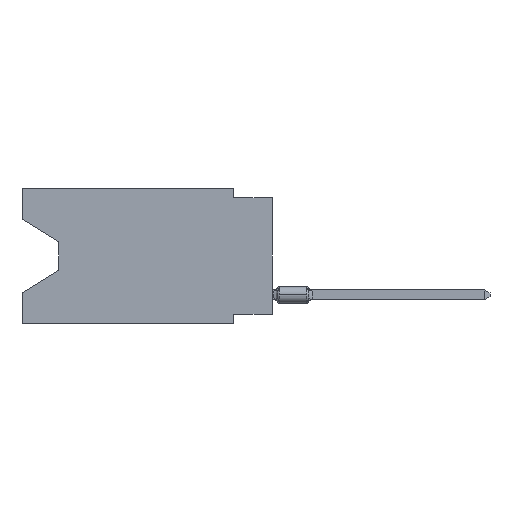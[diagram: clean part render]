
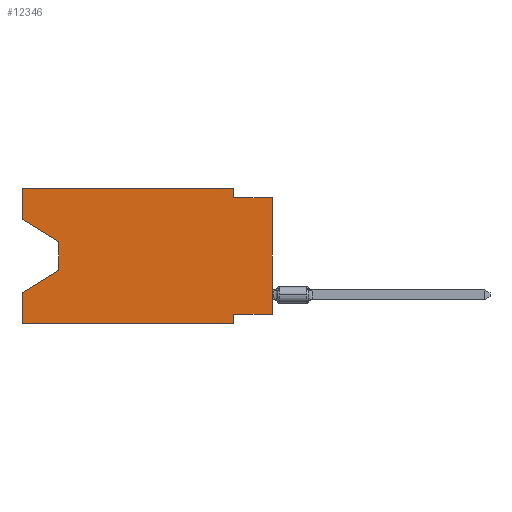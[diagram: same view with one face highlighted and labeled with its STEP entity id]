
A CAD part, left-side view. The second image highlights one B-rep face of the part: STEP entity #12346.
In plain terms, the highlighted planar face has unit normal (-1, 0, 0).
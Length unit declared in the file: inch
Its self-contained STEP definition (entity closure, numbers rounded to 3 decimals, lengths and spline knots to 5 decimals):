
#443 = ORIENTED_EDGE ( 'NONE', *, *, #9416, .T. ) ;
#506 = CARTESIAN_POINT ( 'NONE',  ( 0., 0.645, 0. ) ) ;
#562 = EDGE_CURVE ( 'NONE', #6714, #10047, #7462, .T. ) ;
#823 = AXIS2_PLACEMENT_3D ( 'NONE', #8163, #3045, #2086 ) ;
#955 = EDGE_CURVE ( 'NONE', #13025, #5258, #9885, .T. ) ;
#979 = VECTOR ( 'NONE', #10713, 39.37008 ) ;
#1002 = FACE_OUTER_BOUND ( 'NONE', #12098, .T. ) ;
#1219 = LINE ( 'NONE', #2099, #6204 ) ;
#1271 = CARTESIAN_POINT ( 'NONE',  ( 0., 0., 0. ) ) ;
#1317 = CARTESIAN_POINT ( 'NONE',  ( 0., 0.645, 0. ) ) ;
#1355 = CARTESIAN_POINT ( 'NONE',  ( 0., 0.645, -0.08025 ) ) ;
#1662 = CARTESIAN_POINT ( 'NONE',  ( 0., 0., -0.325 ) ) ;
#1863 = CARTESIAN_POINT ( 'NONE',  ( 0., 0.55, -0.138 ) ) ;
#1866 = CARTESIAN_POINT ( 'NONE',  ( 0., 0.645, -0.35 ) ) ;
#2071 = ORIENTED_EDGE ( 'NONE', *, *, #12640, .T. ) ;
#2086 = DIRECTION ( 'NONE',  ( 0., 0., -1. ) ) ;
#2099 = CARTESIAN_POINT ( 'NONE',  ( 0., 0.645, -0.08025 ) ) ;
#2162 = CARTESIAN_POINT ( 'NONE',  ( 0., 0., -0.325 ) ) ;
#2175 = DIRECTION ( 'NONE',  ( 0., 0., -1. ) ) ;
#2213 = VECTOR ( 'NONE', #8539, 39.37008 ) ;
#2355 = VECTOR ( 'NONE', #9803, 39.37008 ) ;
#2509 = VECTOR ( 'NONE', #9190, 39.37008 ) ;
#2532 = CARTESIAN_POINT ( 'NONE',  ( 0., 0.1, 0. ) ) ;
#2849 = ORIENTED_EDGE ( 'NONE', *, *, #955, .F. ) ;
#2853 = VERTEX_POINT ( 'NONE', #12382 ) ;
#2854 = LINE ( 'NONE', #8100, #2509 ) ;
#2998 = EDGE_CURVE ( 'NONE', #9016, #12782, #9103, .T. ) ;
#3045 = DIRECTION ( 'NONE',  ( 1., 0., 0. ) ) ;
#3052 = VERTEX_POINT ( 'NONE', #12175 ) ;
#3088 = CARTESIAN_POINT ( 'NONE',  ( 0., 0.55, -0.212 ) ) ;
#3110 = PLANE ( 'NONE',  #823 ) ;
#3451 = DIRECTION ( 'NONE',  ( 0., -1., 0. ) ) ;
#3579 = DIRECTION ( 'NONE',  ( 0., 0.855, -0.519 ) ) ;
#3845 = VECTOR ( 'NONE', #4734, 39.37008 ) ;
#3935 = EDGE_CURVE ( 'NONE', #2853, #10047, #4369, .T. ) ;
#4369 = LINE ( 'NONE', #9692, #2213 ) ;
#4392 = VERTEX_POINT ( 'NONE', #1355 ) ;
#4734 = DIRECTION ( 'NONE',  ( 0., -1., 0. ) ) ;
#4796 = LINE ( 'NONE', #1866, #3845 ) ;
#5186 = VERTEX_POINT ( 'NONE', #2532 ) ;
#5258 = VERTEX_POINT ( 'NONE', #7979 ) ;
#5615 = DIRECTION ( 'NONE',  ( 0., 0., 1. ) ) ;
#5630 = LINE ( 'NONE', #9785, #11890 ) ;
#5724 = CARTESIAN_POINT ( 'NONE',  ( 0., 0.1, -0.35 ) ) ;
#5767 = VECTOR ( 'NONE', #3451, 39.37008 ) ;
#5943 = CARTESIAN_POINT ( 'NONE',  ( 0., 0.1, -0.325 ) ) ;
#6094 = VERTEX_POINT ( 'NONE', #6934 ) ;
#6131 = VERTEX_POINT ( 'NONE', #8845 ) ;
#6204 = VECTOR ( 'NONE', #6537, 39.37008 ) ;
#6267 = CARTESIAN_POINT ( 'NONE',  ( 0., 0.1, 0. ) ) ;
#6537 = DIRECTION ( 'NONE',  ( 0., -0.855, -0.519 ) ) ;
#6699 = ORIENTED_EDGE ( 'NONE', *, *, #562, .T. ) ;
#6714 = VERTEX_POINT ( 'NONE', #2162 ) ;
#6718 = ORIENTED_EDGE ( 'NONE', *, *, #8811, .T. ) ;
#6934 = CARTESIAN_POINT ( 'NONE',  ( 0., 0.645, -0.26975 ) ) ;
#7001 = ORIENTED_EDGE ( 'NONE', *, *, #9512, .F. ) ;
#7154 = LINE ( 'NONE', #6267, #7975 ) ;
#7462 = LINE ( 'NONE', #1271, #8356 ) ;
#7517 = LINE ( 'NONE', #1317, #7556 ) ;
#7556 = VECTOR ( 'NONE', #5615, 39.37008 ) ;
#7602 = DIRECTION ( 'NONE',  ( 0., 0., 1. ) ) ;
#7632 = ORIENTED_EDGE ( 'NONE', *, *, #10812, .F. ) ;
#7975 = VECTOR ( 'NONE', #2175, 39.37008 ) ;
#7979 = CARTESIAN_POINT ( 'NONE',  ( 0., 0.1, -0.35 ) ) ;
#8100 = CARTESIAN_POINT ( 'NONE',  ( 0., 0.645, 0. ) ) ;
#8163 = CARTESIAN_POINT ( 'NONE',  ( 0., 0.645, 0. ) ) ;
#8299 = ORIENTED_EDGE ( 'NONE', *, *, #9310, .F. ) ;
#8356 = VECTOR ( 'NONE', #7602, 39.37008 ) ;
#8539 = DIRECTION ( 'NONE',  ( 0., -1., 0. ) ) ;
#8776 = EDGE_CURVE ( 'NONE', #4392, #3052, #2854, .T. ) ;
#8811 = EDGE_CURVE ( 'NONE', #4392, #9016, #1219, .T. ) ;
#8845 = CARTESIAN_POINT ( 'NONE',  ( 0., 0.645, -0.35 ) ) ;
#9016 = VERTEX_POINT ( 'NONE', #11787 ) ;
#9029 = LINE ( 'NONE', #1662, #11881 ) ;
#9103 = LINE ( 'NONE', #1863, #2355 ) ;
#9190 = DIRECTION ( 'NONE',  ( 0., 0., 1. ) ) ;
#9224 = ORIENTED_EDGE ( 'NONE', *, *, #3935, .F. ) ;
#9310 = EDGE_CURVE ( 'NONE', #3052, #5186, #11907, .T. ) ;
#9416 = EDGE_CURVE ( 'NONE', #12782, #6094, #5630, .T. ) ;
#9512 = EDGE_CURVE ( 'NONE', #6714, #13025, #9029, .T. ) ;
#9692 = CARTESIAN_POINT ( 'NONE',  ( 0., 0., -0.025 ) ) ;
#9785 = CARTESIAN_POINT ( 'NONE',  ( 0., 0.55, -0.212 ) ) ;
#9803 = DIRECTION ( 'NONE',  ( 0., 0., -1. ) ) ;
#9885 = LINE ( 'NONE', #5724, #979 ) ;
#10047 = VERTEX_POINT ( 'NONE', #12630 ) ;
#10713 = DIRECTION ( 'NONE',  ( 0., 0., -1. ) ) ;
#10812 = EDGE_CURVE ( 'NONE', #5186, #2853, #7154, .T. ) ;
#11787 = CARTESIAN_POINT ( 'NONE',  ( 0., 0.55, -0.138 ) ) ;
#11881 = VECTOR ( 'NONE', #13385, 39.37008 ) ;
#11890 = VECTOR ( 'NONE', #3579, 39.37008 ) ;
#11907 = LINE ( 'NONE', #506, #5767 ) ;
#12098 = EDGE_LOOP ( 'NONE', ( #6718, #12494, #443, #12608, #2071, #2849, #7001, #6699, #9224, #7632, #8299, #13208 ) ) ;
#12175 = CARTESIAN_POINT ( 'NONE',  ( 0., 0.645, 0. ) ) ;
#12346 = ADVANCED_FACE ( 'NONE', ( #1002 ), #3110, .F. ) ;
#12382 = CARTESIAN_POINT ( 'NONE',  ( 0., 0.1, -0.025 ) ) ;
#12494 = ORIENTED_EDGE ( 'NONE', *, *, #2998, .T. ) ;
#12608 = ORIENTED_EDGE ( 'NONE', *, *, #12934, .F. ) ;
#12630 = CARTESIAN_POINT ( 'NONE',  ( 0., 0., -0.025 ) ) ;
#12640 = EDGE_CURVE ( 'NONE', #6131, #5258, #4796, .T. ) ;
#12782 = VERTEX_POINT ( 'NONE', #3088 ) ;
#12934 = EDGE_CURVE ( 'NONE', #6131, #6094, #7517, .T. ) ;
#13025 = VERTEX_POINT ( 'NONE', #5943 ) ;
#13208 = ORIENTED_EDGE ( 'NONE', *, *, #8776, .F. ) ;
#13385 = DIRECTION ( 'NONE',  ( 0., 1., 0. ) ) ;
